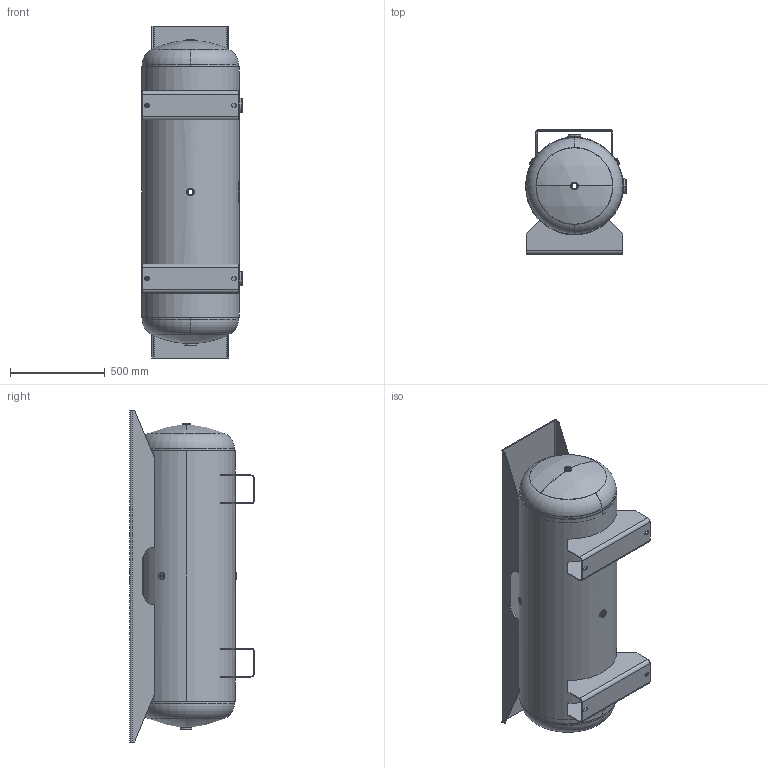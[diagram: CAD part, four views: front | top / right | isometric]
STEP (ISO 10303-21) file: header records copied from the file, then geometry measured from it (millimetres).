
FILE_DESCRIPTION (( 'STEP AP214' ), '1' );
FILE_NAME ('303977.STEP', '2024-04-16T21:15:44', ( '' ), ( '' ), 'SwSTEP 2.0', 'SolidWorks 2022', '' );
FILE_SCHEMA (( 'AUTOMOTIVE_DESIGN' ));
Length unit declared in the file: inch
Products named in the file (13): A98358; 303977-SL; PHOENIX RAD FLANGE_150P957 OR; PHOENIX FLAT FLANGE_0750; PHOENIX FLAT FLANGE_0375Q; HEAD_20X124PLN; PHOENIX FLAT FLANGE_0250P391; PHOENIX FLAT FLANGE_1250; NP-HOR_20; PHOENIX RAD FLANGE_200P958 OR; A88124; 303977
Assembly tree (17 placements, depth 2):
  303977
    303977-SL
    HEAD_20X124PLN
    HEAD_20X124PLN
    PHOENIX RAD FLANGE_150P957 OR
    PHOENIX FLAT FLANGE_1250
    PHOENIX FLAT FLANGE_0750  x2
    PHOENIX FLAT FLANGE_0375Q
    PHOENIX FLAT FLANGE_0250P391  x3
    A88124  x2
    A98358
    NP-HOR_20
    PHOENIX RAD FLANGE_200P958 OR  x2
Bounding box: 532.54 x 656.85 x 1752.6 mm (x, y, z)
Volume: 18230715.3 mm3; surface area: 8623844.5 mm2
Topology: 17 solids, 17 shells, 399 faces, 872 edges, 522 vertices
Faces by surface type: cylinder 123, torus 122, plane 118, bspline 28, sphere 8
Full cylindrical faces by diameter (mm): 508.051 x1, 515.874 x1
Entity records: 17399 total; most frequent: CARTESIAN_POINT 10605, DIRECTION 1366, ORIENTED_EDGE 1220, EDGE_CURVE 610, AXIS2_PLACEMENT_3D 586, VERTEX_POINT 368, EDGE_LOOP 328, CIRCLE 320
